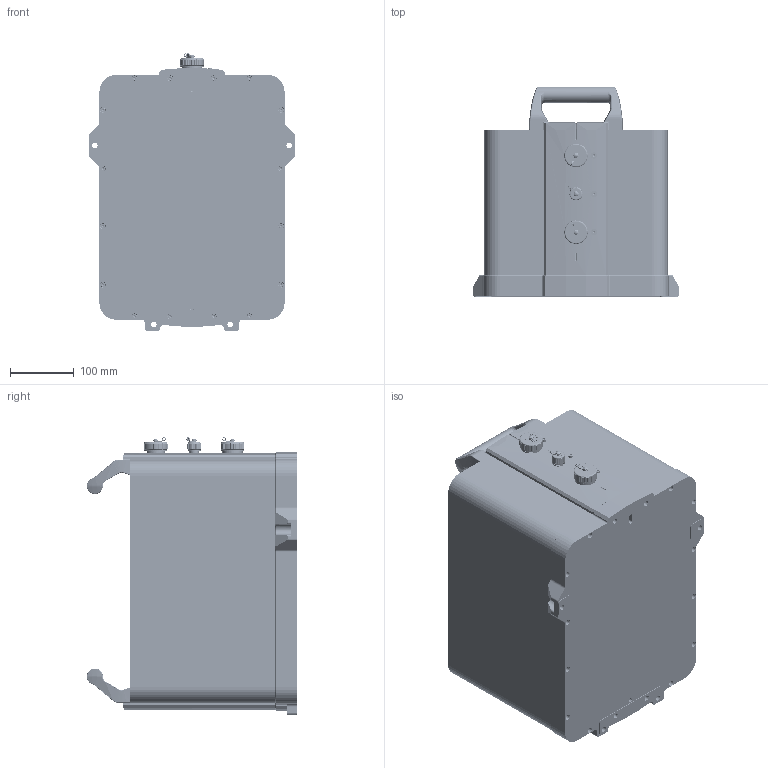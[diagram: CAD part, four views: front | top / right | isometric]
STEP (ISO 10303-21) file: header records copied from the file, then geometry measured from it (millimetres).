
FILE_DESCRIPTION (( 'STEP AP214' ), '1' );
FILE_NAME ('00173595-A.STEP', '2021-05-26T16:45:59', ( '' ), ( '' ), 'SwSTEP 2.0', 'SolidWorks 2018', '' );
FILE_SCHEMA (( 'AUTOMOTIVE_DESIGN' ));
Length unit declared in the file: millimetre
Products named in the file (28): 00173595-A; SCA00018-A; SCE00056-A; RONDELLE PLATE SERIE ETROITE_ROND-ETR-M4-A4_QRD00041; Vis CZX_VIS CZX M5x16-A4_QVI01069; 00173598-A_ral7040; 00154706-A; CAS00026; 00173599-A; MBO00132-A_plan peinture; CCS00022; Vis CZX_VIS CZX M4x6-A4_QVI00094; CCS00018; SCE00514-A; 00154700-A; 00173665-A; LIMANDE MARINS M; EEM00020-A; MBO00137-C; EEM00021-A; EEM00019; CAS00027; Vis CZX_VIS CZX M4x20-A4_QVI00093; CCS00021; 00154741-A; PCB_Carte_Mere_MARINS; MBO00133-A_ral 7040; CAS00025
Assembly tree (50 placements, depth 6):
  00173595-A
    00173599-A
      00173665-A
        00154700-A
          00173598-A_ral7040
            MBO00137-C
    00154706-A
      MBO00132-A_plan peinture
    Vis CZX_VIS CZX M4x20-A4_QVI00093  x16
    00154741-A  x2
      MBO00133-A_ral 7040
    Vis CZX_VIS CZX M5x16-A4_QVI01069  x4
    EEM00019
    EEM00020-A
    EEM00021-A
    SCE00514-A
      SCE00056-A
        PCB_Carte_Mere_MARINS
        CCS00022
        CCS00021
        LIMANDE MARINS M
    SCA00018-A
      CCS00018
    Vis CZX_VIS CZX M4x6-A4_QVI00094  x3
    RONDELLE PLATE SERIE ETROITE_ROND-ETR-M4-A4_QRD00041  x3
    CAS00027
    CAS00025
    CAS00026
Bounding box: 323.6 x 329 x 433.65 mm (x, y, z)
Volume: 2976144.3 mm3; surface area: 1351254.9 mm2
Topology: 42 solids, 48 shells, 8293 faces, 22532 edges, 14707 vertices
Faces by surface type: plane 5783, cylinder 1684, cone 573, bspline 163, torus 74, sphere 16
Entity records: 283137 total; most frequent: CARTESIAN_POINT 68110, ORIENTED_EDGE 40454, DIRECTION 33602, EDGE_CURVE 20227, VECTOR 13914, LINE 13914, VERTEX_POINT 13327, AXIS2_PLACEMENT_3D 9844
